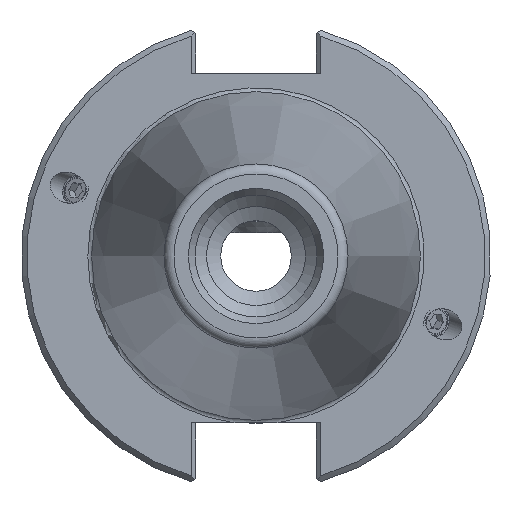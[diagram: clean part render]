
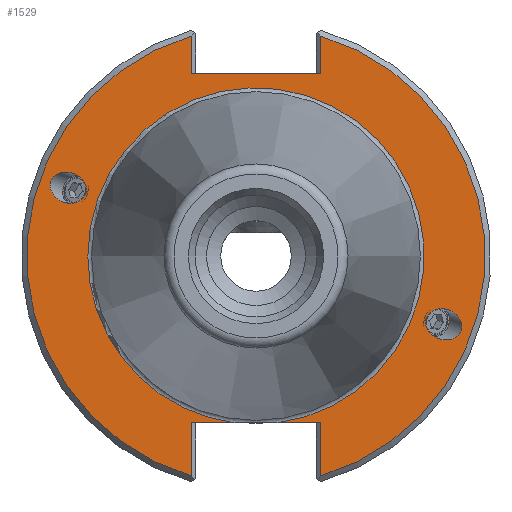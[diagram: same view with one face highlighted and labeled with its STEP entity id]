
A CAD part, left-side view. The second image highlights one B-rep face of the part: STEP entity #1529.
In plain terms, the highlighted planar face has unit normal (-1, 0, 0).
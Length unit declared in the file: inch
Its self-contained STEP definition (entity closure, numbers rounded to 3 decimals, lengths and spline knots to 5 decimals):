
#508=CARTESIAN_POINT('',(0.125,-0.90631,-0.32987));
#509=VERTEX_POINT('',#508);
#510=CARTESIAN_POINT('',(0.125,-0.99889,-0.36357));
#511=DIRECTION('',(1.0,0.0,0.0));
#512=DIRECTION('',(0.0,-0.94,-0.342));
#513=AXIS2_PLACEMENT_3D('',#510,#511,#512);
#514=ELLIPSE('',#513,0.09853,0.08071);
#515=EDGE_CURVE('',#509,#509,#514,.T.);
#588=CARTESIAN_POINT('',(0.125,0.90631,0.32987));
#589=VERTEX_POINT('',#588);
#590=CARTESIAN_POINT('',(0.125,0.99889,0.36357));
#591=DIRECTION('',(1.0,0.0,0.0));
#592=DIRECTION('',(0.0,0.94,0.342));
#593=AXIS2_PLACEMENT_3D('',#590,#591,#592);
#594=ELLIPSE('',#593,0.09853,0.08071);
#595=EDGE_CURVE('',#589,#589,#594,.T.);
#1053=CARTESIAN_POINT('',(0.125,0.345,0.972));
#1054=VERTEX_POINT('',#1053);
#1061=CARTESIAN_POINT('',(0.125,-0.345,0.972));
#1062=VERTEX_POINT('',#1061);
#1063=CARTESIAN_POINT('',(0.125,0.345,0.972));
#1064=DIRECTION('',(0.0,-1.0,0.0));
#1065=VECTOR('',#1064,0.69);
#1066=LINE('',#1063,#1065);
#1067=EDGE_CURVE('',#1054,#1062,#1066,.T.);
#1413=CARTESIAN_POINT('',(0.125,-0.11172,-0.888));
#1414=VERTEX_POINT('',#1413);
#1415=CARTESIAN_POINT('',(0.125,0.11172,-0.888));
#1416=VERTEX_POINT('',#1415);
#1431=CARTESIAN_POINT('',(0.125,0.0,0.0));
#1432=DIRECTION('',(-1.0,0.0,0.0));
#1433=DIRECTION('',(0.0,-1.0,0.0));
#1434=AXIS2_PLACEMENT_3D('',#1431,#1432,#1433);
#1435=CIRCLE('',#1434,0.895);
#1436=EDGE_CURVE('',#1414,#1416,#1435,.T.);
#1452=CARTESIAN_POINT('',(0.125,1.0625,0.0));
#1453=DIRECTION('',(-1.0,0.0,0.0));
#1454=DIRECTION('',(0.0,0.0,1.0));
#1455=AXIS2_PLACEMENT_3D('',#1452,#1453,#1454);
#1456=PLANE('',#1455);
#1457=ORIENTED_EDGE('',*,*,#1436,.F.);
#1458=CARTESIAN_POINT('',(0.125,-0.345,-0.888));
#1459=VERTEX_POINT('',#1458);
#1460=CARTESIAN_POINT('',(0.125,-0.345,-0.888));
#1461=DIRECTION('',(0.0,1.0,0.0));
#1462=VECTOR('',#1461,0.23328);
#1463=LINE('',#1460,#1462);
#1464=EDGE_CURVE('',#1459,#1414,#1463,.T.);
#1465=ORIENTED_EDGE('',*,*,#1464,.F.);
#1466=CARTESIAN_POINT('',(0.125,-0.345,-1.1702));
#1467=VERTEX_POINT('',#1466);
#1468=CARTESIAN_POINT('',(0.125,-0.345,-1.1702));
#1469=DIRECTION('',(0.0,0.0,1.0));
#1470=VECTOR('',#1469,0.2822);
#1471=LINE('',#1468,#1470);
#1472=EDGE_CURVE('',#1467,#1459,#1471,.T.);
#1473=ORIENTED_EDGE('',*,*,#1472,.F.);
#1474=CARTESIAN_POINT('',(0.125,-0.345,1.1702));
#1475=VERTEX_POINT('',#1474);
#1476=CARTESIAN_POINT('',(0.125,0.0,0.0));
#1477=DIRECTION('',(1.0,0.0,0.0));
#1478=DIRECTION('',(0.0,-1.0,0.0));
#1479=AXIS2_PLACEMENT_3D('',#1476,#1477,#1478);
#1480=CIRCLE('',#1479,1.22);
#1481=EDGE_CURVE('',#1475,#1467,#1480,.T.);
#1482=ORIENTED_EDGE('',*,*,#1481,.F.);
#1483=CARTESIAN_POINT('',(0.125,-0.345,0.972));
#1484=DIRECTION('',(0.0,0.0,1.0));
#1485=VECTOR('',#1484,0.1982);
#1486=LINE('',#1483,#1485);
#1487=EDGE_CURVE('',#1062,#1475,#1486,.T.);
#1488=ORIENTED_EDGE('',*,*,#1487,.F.);
#1489=ORIENTED_EDGE('',*,*,#1067,.F.);
#1490=CARTESIAN_POINT('',(0.125,0.345,1.1702));
#1491=VERTEX_POINT('',#1490);
#1492=CARTESIAN_POINT('',(0.125,0.345,1.1702));
#1493=DIRECTION('',(0.0,0.0,-1.0));
#1494=VECTOR('',#1493,0.1982);
#1495=LINE('',#1492,#1494);
#1496=EDGE_CURVE('',#1491,#1054,#1495,.T.);
#1497=ORIENTED_EDGE('',*,*,#1496,.F.);
#1498=CARTESIAN_POINT('',(0.125,0.345,-1.1702));
#1499=VERTEX_POINT('',#1498);
#1500=CARTESIAN_POINT('',(0.125,0.0,0.0));
#1501=DIRECTION('',(1.0,0.0,0.0));
#1502=DIRECTION('',(0.0,1.0,0.0));
#1503=AXIS2_PLACEMENT_3D('',#1500,#1501,#1502);
#1504=CIRCLE('',#1503,1.22);
#1505=EDGE_CURVE('',#1499,#1491,#1504,.T.);
#1506=ORIENTED_EDGE('',*,*,#1505,.F.);
#1507=CARTESIAN_POINT('',(0.125,0.345,-0.888));
#1508=VERTEX_POINT('',#1507);
#1509=CARTESIAN_POINT('',(0.125,0.345,-0.888));
#1510=DIRECTION('',(0.0,0.0,-1.0));
#1511=VECTOR('',#1510,0.2822);
#1512=LINE('',#1509,#1511);
#1513=EDGE_CURVE('',#1508,#1499,#1512,.T.);
#1514=ORIENTED_EDGE('',*,*,#1513,.F.);
#1515=CARTESIAN_POINT('',(0.125,0.11172,-0.888));
#1516=DIRECTION('',(0.0,1.0,0.0));
#1517=VECTOR('',#1516,0.23328);
#1518=LINE('',#1515,#1517);
#1519=EDGE_CURVE('',#1416,#1508,#1518,.T.);
#1520=ORIENTED_EDGE('',*,*,#1519,.F.);
#1521=EDGE_LOOP('',(#1457,#1465,#1473,#1482,#1488,#1489,#1497,#1506,#1514,#1520));
#1522=FACE_OUTER_BOUND('',#1521,.T.);
#1523=ORIENTED_EDGE('',*,*,#515,.T.);
#1524=EDGE_LOOP('',(#1523));
#1525=FACE_BOUND('',#1524,.T.);
#1526=ORIENTED_EDGE('',*,*,#595,.T.);
#1527=EDGE_LOOP('',(#1526));
#1528=FACE_BOUND('',#1527,.T.);
#1529=ADVANCED_FACE('',(#1522,#1525,#1528),#1456,.T.);
